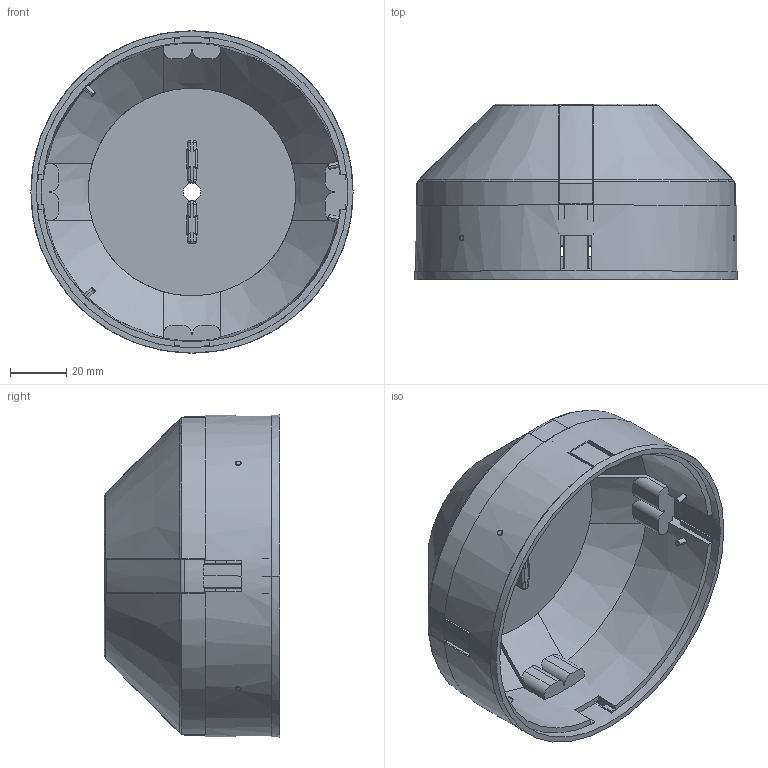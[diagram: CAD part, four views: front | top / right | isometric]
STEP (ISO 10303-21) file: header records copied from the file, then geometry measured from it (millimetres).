
FILE_DESCRIPTION((''),'2;1');
FILE_NAME('DM_CAD-1593A_SW0001','2015-09-03T',('Creinig-se'),(''),'PRO/ENGINEER BY PARAMETRIC TECHNOLOGY CORPORATION, 2013050','PRO/ENGINEER BY PARAMETRIC TECHNOLOGY CORPORATION, 2013050','');
FILE_SCHEMA(('CONFIG_CONTROL_DESIGN'));
Length unit declared in the file: millimetre
Products named in the file (1): DM_CAD-1593A_SW0001
Bounding box: 114.8 x 62.5 x 114.8 mm (x, y, z)
Volume: 137321.9 mm3; surface area: 78204.3 mm2
Topology: 1 solids, 1 shells, 769 faces, 2396 edges, 1565 vertices
Faces by surface type: cylinder 281, plane 276, torus 74, cone 66, revolution 32, bspline 24, sphere 16
Entity records: 40044 total; most frequent: CARTESIAN_POINT 14128, ORIENTED_EDGE 4774, DIRECTION 3743, EDGE_CURVE 2387, VERTEX_POINT 1565, AXIS2_PLACEMENT_3D 1397, VECTOR 917, LINE 917
